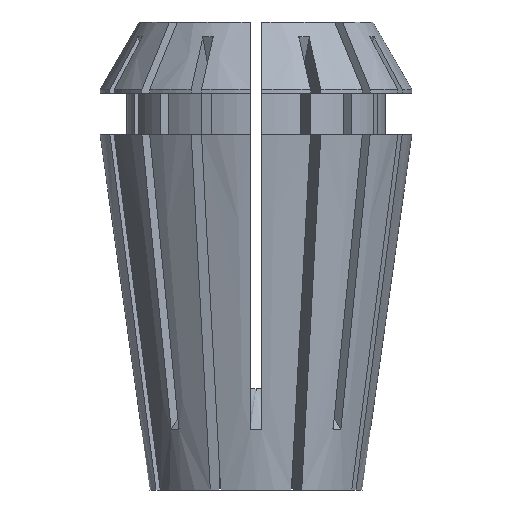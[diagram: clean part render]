
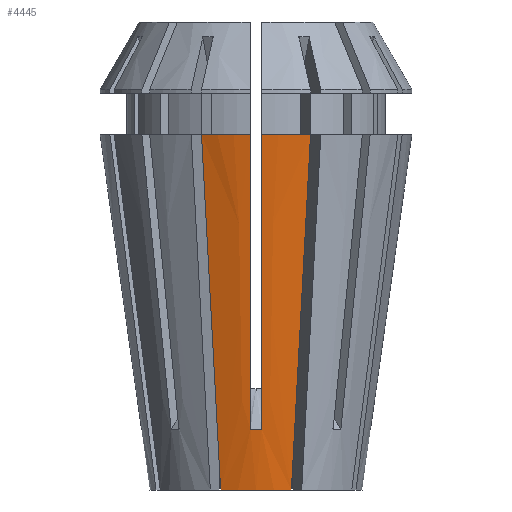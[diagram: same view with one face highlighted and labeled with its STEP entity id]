
A CAD part, left-side view. The second image highlights one B-rep face of the part: STEP entity #4445.
In plain terms, the highlighted conical face has half-angle 8 degrees and reference radius 7.141 mm.
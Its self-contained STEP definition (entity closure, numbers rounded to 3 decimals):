
#57 = CARTESIAN_POINT ( 'NONE',  ( -10.134, 0.375, 21.344 ) ) ;
#115 = ORIENTED_EDGE ( 'NONE', *, *, #517, .T. ) ;
#163 = VERTEX_POINT ( 'NONE', #2777 ) ;
#259 = DIRECTION ( 'NONE',  ( 0., 0., 1. ) ) ;
#335 = CARTESIAN_POINT ( 'NONE',  ( -10.134, -0.375, 21.344 ) ) ;
#380 = DIRECTION ( 'NONE',  ( 0., 0., -1. ) ) ;
#512 = CARTESIAN_POINT ( 'NONE',  ( -9.838, -3.669, 23.9 ) ) ;
#517 = EDGE_CURVE ( 'NONE', #5069, #1812, #4423, .T. ) ;
#604 = VERTEX_POINT ( 'NONE', #2185 ) ;
#759 = CARTESIAN_POINT ( 'NONE',  ( -9.048, 3.342, 17.815 ) ) ;
#769 = AXIS2_PLACEMENT_3D ( 'NONE', #4505, #3342, #870 ) ;
#773 = EDGE_CURVE ( 'NONE', #3502, #3720, #1313, .T. ) ;
#778 = CARTESIAN_POINT ( 'NONE',  ( -9.415, -0.375, 16.231 ) ) ;
#832 = CARTESIAN_POINT ( 'NONE',  ( 0., 0., 23.9 ) ) ;
#870 = DIRECTION ( 'NONE',  ( -1., 0., 0. ) ) ;
#968 = ORIENTED_EDGE ( 'NONE', *, *, #2149, .F. ) ;
#1010 = EDGE_CURVE ( 'NONE', #5069, #3502, #2213, .T. ) ;
#1240 = EDGE_CURVE ( 'NONE', #3301, #3720, #2140, .T. ) ;
#1313 = B_SPLINE_CURVE_WITH_KNOTS ( 'NONE', 3,
 ( #2771, #1485, #3591, #3984 ),
 .UNSPECIFIED., .F., .F.,
 ( 4, 4 ),
 ( 0., 0.001 ),
 .UNSPECIFIED. ) ;
#1347 = CARTESIAN_POINT ( 'NONE',  ( -7.466, -2.687, 5.645 ) ) ;
#1485 = CARTESIAN_POINT ( 'NONE',  ( -7.716, 0.125, 4.068 ) ) ;
#1500 = DIRECTION ( 'NONE',  ( 1., 0., 0. ) ) ;
#1550 = EDGE_CURVE ( 'NONE', #604, #2325, #2977, .T. ) ;
#1595 = ORIENTED_EDGE ( 'NONE', *, *, #773, .F. ) ;
#1720 = EDGE_CURVE ( 'NONE', #604, #3301, #3075, .T. ) ;
#1721 = CARTESIAN_POINT ( 'NONE',  ( -10.494, -0.375, 23.9 ) ) ;
#1755 = CARTESIAN_POINT ( 'NONE',  ( -6.977, -2.484, 1.882 ) ) ;
#1796 = CARTESIAN_POINT ( 'NONE',  ( -7.221, -2.585, 3.763 ) ) ;
#1812 = VERTEX_POINT ( 'NONE', #3692 ) ;
#2046 = AXIS2_PLACEMENT_3D ( 'NONE', #3498, #3094, #3442 ) ;
#2136 = EDGE_LOOP ( 'NONE', ( #115, #2282, #968, #2957, #3023, #5060, #1595, #4527 ) ) ;
#2140 = B_SPLINE_CURVE_WITH_KNOTS ( 'NONE', 3,
 ( #2864, #335, #4938, #778, #4496, #3281, #3656 ),
 .UNSPECIFIED., .F., .F.,
 ( 4, 3, 4 ),
 ( 0.044, 0.052, 0.064 ),
 .UNSPECIFIED. ) ;
#2149 = EDGE_CURVE ( 'NONE', #2325, #163, #3447, .T. ) ;
#2185 = CARTESIAN_POINT ( 'NONE',  ( -9.838, -3.669, 23.9 ) ) ;
#2213 = B_SPLINE_CURVE_WITH_KNOTS ( 'NONE', 3,
 ( #4146, #57, #3481, #3385, #2263, #4730, #2974 ),
 .UNSPECIFIED., .F., .F.,
 ( 4, 3, 4 ),
 ( 0.044, 0.052, 0.064 ),
 .UNSPECIFIED. ) ;
#2263 = CARTESIAN_POINT ( 'NONE',  ( -8.845, 0.375, 12.18 ) ) ;
#2282 = ORIENTED_EDGE ( 'NONE', *, *, #3083, .T. ) ;
#2301 = CARTESIAN_POINT ( 'NONE',  ( -6.732, -2.383, 0. ) ) ;
#2325 = VERTEX_POINT ( 'NONE', #2301 ) ;
#2682 = CARTESIAN_POINT ( 'NONE',  ( -7.706, 0.375, 4.08 ) ) ;
#2742 = AXIS2_PLACEMENT_3D ( 'NONE', #832, #380, #4873 ) ;
#2771 = CARTESIAN_POINT ( 'NONE',  ( -7.706, 0.375, 4.08 ) ) ;
#2777 = CARTESIAN_POINT ( 'NONE',  ( -6.732, 2.383, 0. ) ) ;
#2779 = FACE_OUTER_BOUND ( 'NONE', #2136, .T. ) ;
#2816 = CARTESIAN_POINT ( 'NONE',  ( -7.221, 2.585, 3.763 ) ) ;
#2846 = CARTESIAN_POINT ( 'NONE',  ( -7.706, -0.375, 4.08 ) ) ;
#2864 = CARTESIAN_POINT ( 'NONE',  ( -10.494, -0.375, 23.9 ) ) ;
#2957 = ORIENTED_EDGE ( 'NONE', *, *, #1550, .F. ) ;
#2963 = CONICAL_SURFACE ( 'NONE', #3850, 7.141, 0.14 ) ;
#2974 = CARTESIAN_POINT ( 'NONE',  ( -7.706, 0.375, 4.08 ) ) ;
#2977 = B_SPLINE_CURVE_WITH_KNOTS ( 'NONE', 3,
 ( #512, #3810, #4218, #1347, #1796, #1755, #4665 ),
 .UNSPECIFIED., .F., .F.,
 ( 4, 3, 4 ),
 ( 0., 0.018, 0.024 ),
 .UNSPECIFIED. ) ;
#3023 = ORIENTED_EDGE ( 'NONE', *, *, #1720, .T. ) ;
#3075 = CIRCLE ( 'NONE', #2742, 10.5 ) ;
#3083 = EDGE_CURVE ( 'NONE', #1812, #163, #5136, .T. ) ;
#3094 = DIRECTION ( 'NONE',  ( 0., 0., -1. ) ) ;
#3201 = CARTESIAN_POINT ( 'NONE',  ( 0., 0., 0. ) ) ;
#3281 = CARTESIAN_POINT ( 'NONE',  ( -8.276, -0.375, 8.13 ) ) ;
#3282 = CARTESIAN_POINT ( 'NONE',  ( -7.466, 2.687, 5.645 ) ) ;
#3295 = CARTESIAN_POINT ( 'NONE',  ( -6.732, 2.383, 0. ) ) ;
#3301 = VERTEX_POINT ( 'NONE', #1721 ) ;
#3342 = DIRECTION ( 'NONE',  ( 0., 0., -1. ) ) ;
#3385 = CARTESIAN_POINT ( 'NONE',  ( -9.415, 0.375, 16.231 ) ) ;
#3442 = DIRECTION ( 'NONE',  ( -1., 0., 0. ) ) ;
#3447 = CIRCLE ( 'NONE', #2046, 7.141 ) ;
#3481 = CARTESIAN_POINT ( 'NONE',  ( -9.775, 0.375, 18.787 ) ) ;
#3498 = CARTESIAN_POINT ( 'NONE',  ( 0., 0., 0. ) ) ;
#3502 = VERTEX_POINT ( 'NONE', #2682 ) ;
#3591 = CARTESIAN_POINT ( 'NONE',  ( -7.716, -0.125, 4.068 ) ) ;
#3656 = CARTESIAN_POINT ( 'NONE',  ( -7.706, -0.375, 4.08 ) ) ;
#3692 = CARTESIAN_POINT ( 'NONE',  ( -9.838, 3.669, 23.9 ) ) ;
#3720 = VERTEX_POINT ( 'NONE', #2846 ) ;
#3810 = CARTESIAN_POINT ( 'NONE',  ( -9.048, -3.342, 17.815 ) ) ;
#3850 = AXIS2_PLACEMENT_3D ( 'NONE', #3201, #259, #1500 ) ;
#3984 = CARTESIAN_POINT ( 'NONE',  ( -7.706, -0.375, 4.08 ) ) ;
#4072 = CARTESIAN_POINT ( 'NONE',  ( -6.977, 2.484, 1.882 ) ) ;
#4146 = CARTESIAN_POINT ( 'NONE',  ( -10.494, 0.375, 23.9 ) ) ;
#4218 = CARTESIAN_POINT ( 'NONE',  ( -8.257, -3.014, 11.73 ) ) ;
#4391 = CARTESIAN_POINT ( 'NONE',  ( -10.494, 0.375, 23.9 ) ) ;
#4423 = CIRCLE ( 'NONE', #769, 10.5 ) ;
#4445 = ADVANCED_FACE ( 'NONE', ( #2779 ), #2963, .T. ) ;
#4496 = CARTESIAN_POINT ( 'NONE',  ( -8.845, -0.375, 12.18 ) ) ;
#4505 = CARTESIAN_POINT ( 'NONE',  ( 0., 0., 23.9 ) ) ;
#4527 = ORIENTED_EDGE ( 'NONE', *, *, #1010, .F. ) ;
#4665 = CARTESIAN_POINT ( 'NONE',  ( -6.732, -2.383, 0. ) ) ;
#4730 = CARTESIAN_POINT ( 'NONE',  ( -8.276, 0.375, 8.13 ) ) ;
#4873 = DIRECTION ( 'NONE',  ( -1., 0., 0. ) ) ;
#4884 = CARTESIAN_POINT ( 'NONE',  ( -8.257, 3.014, 11.73 ) ) ;
#4918 = CARTESIAN_POINT ( 'NONE',  ( -9.838, 3.669, 23.9 ) ) ;
#4938 = CARTESIAN_POINT ( 'NONE',  ( -9.775, -0.375, 18.787 ) ) ;
#5060 = ORIENTED_EDGE ( 'NONE', *, *, #1240, .T. ) ;
#5069 = VERTEX_POINT ( 'NONE', #4391 ) ;
#5136 = B_SPLINE_CURVE_WITH_KNOTS ( 'NONE', 3,
 ( #4918, #759, #4884, #3282, #2816, #4072, #3295 ),
 .UNSPECIFIED., .F., .F.,
 ( 4, 3, 4 ),
 ( 0., 0.018, 0.024 ),
 .UNSPECIFIED. ) ;
